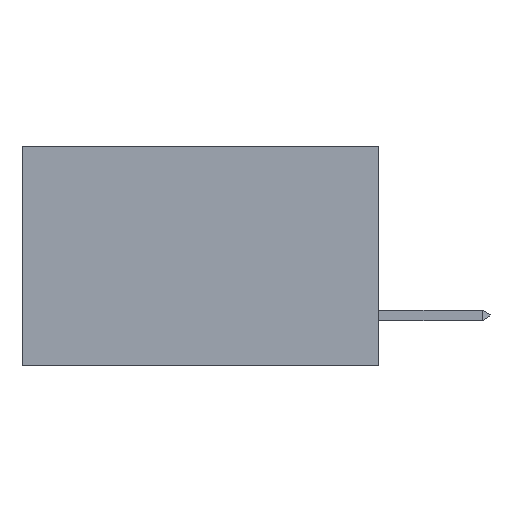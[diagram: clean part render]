
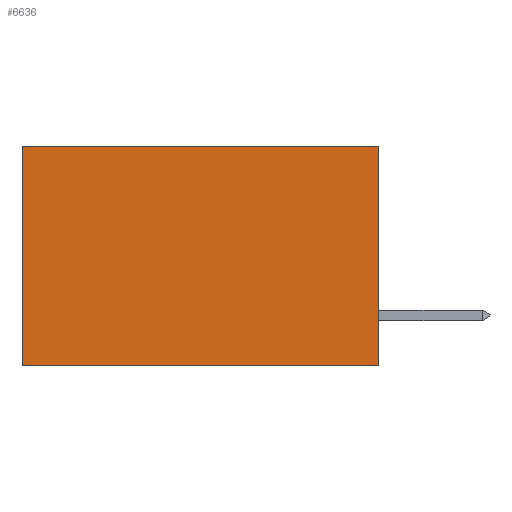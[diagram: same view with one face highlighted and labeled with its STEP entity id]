
A CAD part, left-side view. The second image highlights one B-rep face of the part: STEP entity #6636.
In plain terms, the highlighted planar face has unit normal (-1, 0, 0).
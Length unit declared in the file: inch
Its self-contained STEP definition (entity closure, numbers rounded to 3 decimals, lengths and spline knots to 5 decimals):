
#516 = LINE ( 'NONE', #2042, #14189 ) ;
#1272 = EDGE_LOOP ( 'NONE', ( #11423, #1773, #8254, #8565 ) ) ;
#1501 = EDGE_CURVE ( 'NONE', #12979, #6263, #13363, .T. ) ;
#1773 = ORIENTED_EDGE ( 'NONE', *, *, #1501, .F. ) ;
#2042 = CARTESIAN_POINT ( 'NONE',  ( 0.2615, 0.6, -0.37 ) ) ;
#2490 = CARTESIAN_POINT ( 'NONE',  ( 0.2615, 0., 0. ) ) ;
#3027 = DIRECTION ( 'NONE',  ( 0., 0., -1. ) ) ;
#3126 = CARTESIAN_POINT ( 'NONE',  ( 0.2615, 0., -0.37 ) ) ;
#3500 = CARTESIAN_POINT ( 'NONE',  ( 0.2615, 0., 0. ) ) ;
#3947 = VERTEX_POINT ( 'NONE', #2490 ) ;
#3993 = EDGE_CURVE ( 'NONE', #13170, #6263, #516, .T. ) ;
#4648 = LINE ( 'NONE', #3500, #11937 ) ;
#6263 = VERTEX_POINT ( 'NONE', #6835 ) ;
#6280 = CARTESIAN_POINT ( 'NONE',  ( 0.2615, 0., -0.37 ) ) ;
#6636 = ADVANCED_FACE ( 'NONE', ( #10503 ), #7750, .F. ) ;
#6835 = CARTESIAN_POINT ( 'NONE',  ( 0.2615, 0.6, -0.37 ) ) ;
#7064 = DIRECTION ( 'NONE',  ( 0., 1., 0. ) ) ;
#7518 = LINE ( 'NONE', #3126, #13412 ) ;
#7750 = PLANE ( 'NONE',  #11976 ) ;
#7796 = CARTESIAN_POINT ( 'NONE',  ( 0.2615, 0.6, 0. ) ) ;
#8096 = DIRECTION ( 'NONE',  ( 0., 0., -1. ) ) ;
#8254 = ORIENTED_EDGE ( 'NONE', *, *, #14569, .F. ) ;
#8565 = ORIENTED_EDGE ( 'NONE', *, *, #13730, .T. ) ;
#8720 = DIRECTION ( 'NONE',  ( 0., 0., -1. ) ) ;
#9748 = CARTESIAN_POINT ( 'NONE',  ( 0.2615, 0., -0.37 ) ) ;
#9912 = DIRECTION ( 'NONE',  ( 0., 1., 0. ) ) ;
#10116 = VECTOR ( 'NONE', #9912, 39.37008 ) ;
#10503 = FACE_OUTER_BOUND ( 'NONE', #1272, .T. ) ;
#11423 = ORIENTED_EDGE ( 'NONE', *, *, #3993, .T. ) ;
#11937 = VECTOR ( 'NONE', #7064, 39.37008 ) ;
#11976 = AXIS2_PLACEMENT_3D ( 'NONE', #12690, #12345, #8096 ) ;
#12345 = DIRECTION ( 'NONE',  ( 1., 0., 0. ) ) ;
#12690 = CARTESIAN_POINT ( 'NONE',  ( 0.2615, 0., -0.37 ) ) ;
#12979 = VERTEX_POINT ( 'NONE', #9748 ) ;
#13170 = VERTEX_POINT ( 'NONE', #7796 ) ;
#13363 = LINE ( 'NONE', #6280, #10116 ) ;
#13412 = VECTOR ( 'NONE', #8720, 39.37008 ) ;
#13730 = EDGE_CURVE ( 'NONE', #3947, #13170, #4648, .T. ) ;
#14189 = VECTOR ( 'NONE', #3027, 39.37008 ) ;
#14569 = EDGE_CURVE ( 'NONE', #3947, #12979, #7518, .T. ) ;
